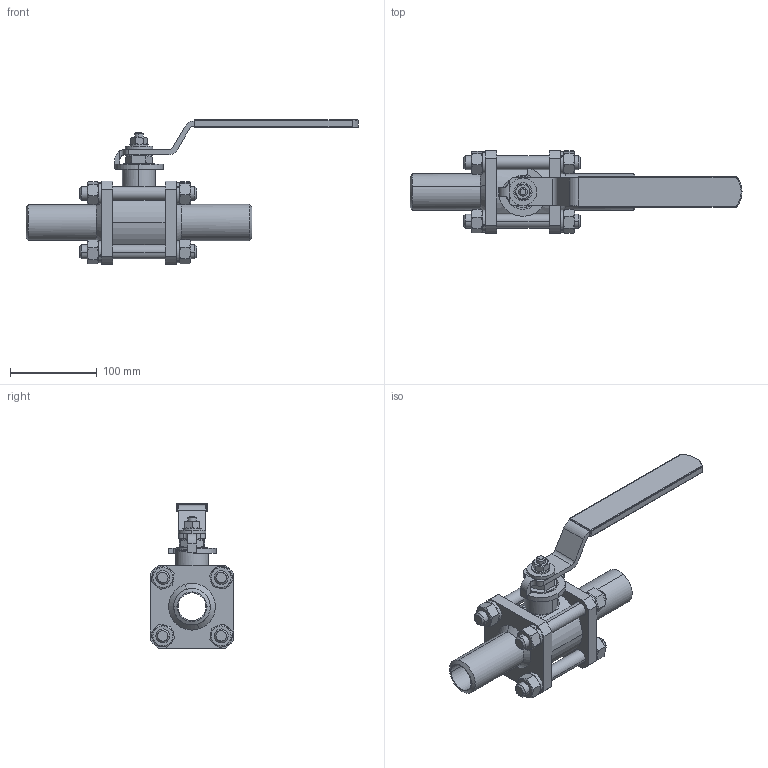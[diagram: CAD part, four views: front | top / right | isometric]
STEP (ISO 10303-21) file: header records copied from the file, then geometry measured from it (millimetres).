
FILE_DESCRIPTION((''),'2;1');
FILE_NAME('ÔÁ39 020 032 000.stp','2012-04-20T15:36:52',('Ãîíòàðåâ ÏÃ'),(''),'Autodesk Inventor 9','Autodesk Inventor 9','');
FILE_SCHEMA(('AUTOMOTIVE_DESIGN { 1 0 10303 214 1 1 1 1 }'));
Length unit declared in the file: millimetre
Products named in the file (1): 埡39 020 032 000
Bounding box: 382.14 x 96 x 166.7 mm (x, y, z)
Volume: 762303.1 mm3; surface area: 200588 mm2
Topology: 1 solids, 14 shells, 600 faces, 1548 edges, 983 vertices
Faces by surface type: plane 221, cylinder 206, cone 118, bspline 37, torus 10, sphere 8
Entity records: 18976 total; most frequent: CARTESIAN_POINT 4381, DIRECTION 3183, ORIENTED_EDGE 3072, EDGE_CURVE 1536, AXIS2_PLACEMENT_3D 1289, VERTEX_POINT 981, EDGE_LOOP 673, CIRCLE 655
